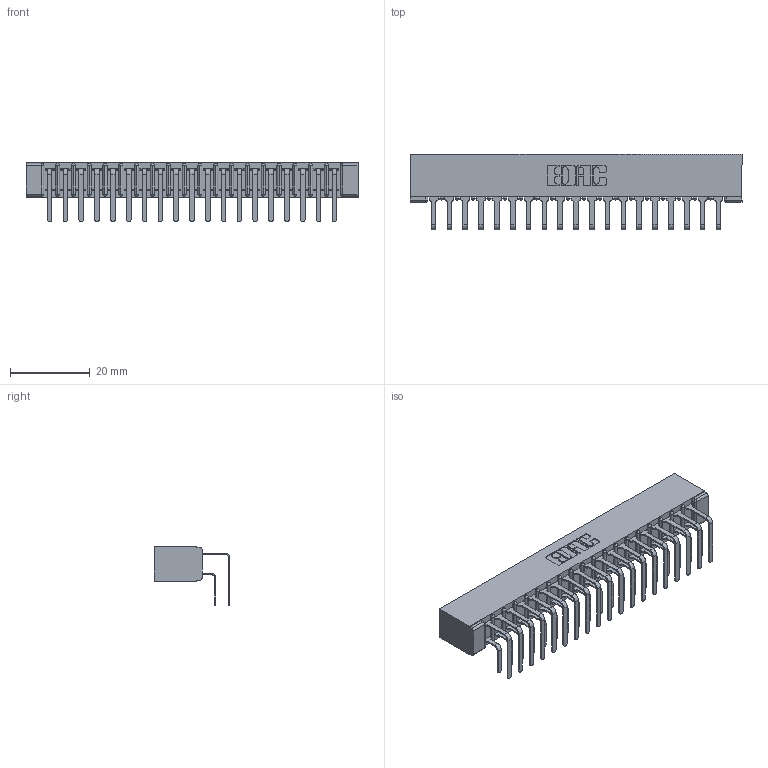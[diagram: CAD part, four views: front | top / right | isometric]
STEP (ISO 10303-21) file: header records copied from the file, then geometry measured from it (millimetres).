
FILE_DESCRIPTION (( 'STEP AP203' ), '1' );
FILE_NAME ('357-038-458-201.STEP', '2020-10-03T19:41:01', ( '' ), ( '' ), 'SwSTEP 2.0', 'SolidWorks 2020', '' );
FILE_SCHEMA (( 'CONFIG_CONTROL_DESIGN' ));
Length unit declared in the file: inch
Products named in the file (4): 307-290-001_558 559 - 1 (Single); 357-038-458-201; 307 Part_No Mounting Lugs; 307-290-001_558 - 2 (Single)
Assembly tree (39 placements, depth 2):
  357-038-458-201
    307 Part_No Mounting Lugs
    307-290-001_558 559 - 1 (Single)  x19
    307-290-001_558 - 2 (Single)  x19
Bounding box: 83.16 x 18.96 x 14.81 mm (x, y, z)
Volume: 5841.4 mm3; surface area: 11580 mm2
Topology: 39 solids, 39 shells, 2030 faces, 5695 edges, 3690 vertices
Faces by surface type: plane 1320, cylinder 670, sphere 40
Entity records: 20901 total; most frequent: CARTESIAN_POINT 3425, ORIENTED_EDGE 3390, DIRECTION 3363, EDGE_CURVE 1695, VECTOR 1291, LINE 1291, VERTEX_POINT 1098, AXIS2_PLACEMENT_3D 1036
